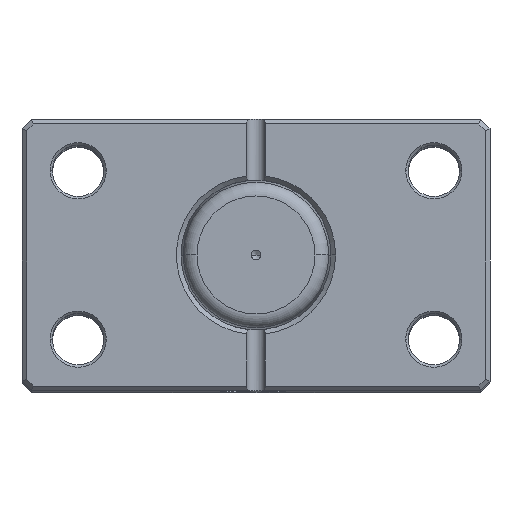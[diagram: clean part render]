
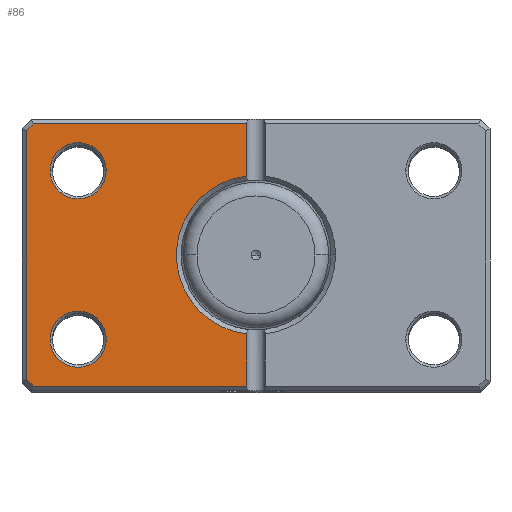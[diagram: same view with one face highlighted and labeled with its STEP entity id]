
A CAD part, top view. The second image highlights one B-rep face of the part: STEP entity #86.
In plain terms, the highlighted face is planar.
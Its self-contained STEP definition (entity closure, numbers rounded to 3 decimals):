
#86 = ADVANCED_FACE ( 'NONE', ( #2509, #3711, #5027 ), #946, .F. ) ;
#165 = VERTEX_POINT ( 'NONE', #4892 ) ;
#186 = CARTESIAN_POINT ( 'NONE',  ( 44., 18., 0. ) ) ;
#202 = LINE ( 'NONE', #3319, #2812 ) ;
#291 = VECTOR ( 'NONE', #6091, 1000. ) ;
#292 = AXIS2_PLACEMENT_3D ( 'NONE', #2141, #5679, #2662 ) ;
#387 = DIRECTION ( 'NONE',  ( 1., 0., 0. ) ) ;
#411 = CARTESIAN_POINT ( 'NONE',  ( 49., 26.586, 0. ) ) ;
#634 = LINE ( 'NONE', #2476, #3512 ) ;
#704 = VERTEX_POINT ( 'NONE', #4168 ) ;
#897 = LINE ( 'NONE', #3954, #3433 ) ;
#946 = PLANE ( 'NONE',  #3075 ) ;
#951 = ORIENTED_EDGE ( 'NONE', *, *, #5700, .T. ) ;
#1027 = ORIENTED_EDGE ( 'NONE', *, *, #3746, .T. ) ;
#1127 = CARTESIAN_POINT ( 'NONE',  ( 0., 28., 0. ) ) ;
#1131 = AXIS2_PLACEMENT_3D ( 'NONE', #2118, #5656, #2632 ) ;
#1182 = EDGE_LOOP ( 'NONE', ( #4261, #5719, #5300, #5905, #6414, #1645, #6143, #1027 ) ) ;
#1293 = EDGE_LOOP ( 'NONE', ( #951, #3887 ) ) ;
#1641 = DIRECTION ( 'NONE',  ( 1., 0., 0. ) ) ;
#1645 = ORIENTED_EDGE ( 'NONE', *, *, #3393, .T. ) ;
#1734 = AXIS2_PLACEMENT_3D ( 'NONE', #2102, #5644, #2621 ) ;
#1755 = AXIS2_PLACEMENT_3D ( 'NONE', #2081, #5623, #2594 ) ;
#1765 = DIRECTION ( 'NONE',  ( -1., 0., 0. ) ) ;
#1842 = LINE ( 'NONE', #3000, #4544 ) ;
#1872 = AXIS2_PLACEMENT_3D ( 'NONE', #3419, #3444, #3468 ) ;
#1894 = CARTESIAN_POINT ( 'NONE',  ( 37.793, 37.793, 0. ) ) ;
#1899 = VERTEX_POINT ( 'NONE', #3932 ) ;
#1995 = VERTEX_POINT ( 'NONE', #4393 ) ;
#2081 = CARTESIAN_POINT ( 'NONE',  ( 38., 18., 0. ) ) ;
#2102 = CARTESIAN_POINT ( 'NONE',  ( 38., -18., 0. ) ) ;
#2118 = CARTESIAN_POINT ( 'NONE',  ( 38., -18., 0. ) ) ;
#2141 = CARTESIAN_POINT ( 'NONE',  ( 38., 18., 0. ) ) ;
#2210 = VERTEX_POINT ( 'NONE', #3758 ) ;
#2436 = DIRECTION ( 'NONE',  ( 0.707, -0.707, 0. ) ) ;
#2476 = CARTESIAN_POINT ( 'NONE',  ( 2., 29., 0. ) ) ;
#2509 = FACE_BOUND ( 'NONE', #4178, .T. ) ;
#2575 = ORIENTED_EDGE ( 'NONE', *, *, #4662, .T. ) ;
#2594 = DIRECTION ( 'NONE',  ( 1., 0., 0. ) ) ;
#2621 = DIRECTION ( 'NONE',  ( 1., 0., 0. ) ) ;
#2632 = DIRECTION ( 'NONE',  ( 1., 0., 0. ) ) ;
#2662 = DIRECTION ( 'NONE',  ( 1., 0., 0. ) ) ;
#2672 = DIRECTION ( 'NONE',  ( 0., 0., 1. ) ) ;
#2761 = VERTEX_POINT ( 'NONE', #3381 ) ;
#2794 = CIRCLE ( 'NONE', #1131, 6. ) ;
#2812 = VECTOR ( 'NONE', #1765, 1000. ) ;
#3000 = CARTESIAN_POINT ( 'NONE',  ( 37.793, -37.793, 0. ) ) ;
#3040 = LINE ( 'NONE', #5485, #291 ) ;
#3075 = AXIS2_PLACEMENT_3D ( 'NONE', #6105, #2672, #387 ) ;
#3319 = CARTESIAN_POINT ( 'NONE',  ( 0., -28., 0. ) ) ;
#3322 = EDGE_CURVE ( 'NONE', #1995, #4649, #3040, .T. ) ;
#3324 = VERTEX_POINT ( 'NONE', #6542 ) ;
#3381 = CARTESIAN_POINT ( 'NONE',  ( 49., -26.586, 0. ) ) ;
#3384 = EDGE_CURVE ( 'NONE', #3324, #5280, #3776, .T. ) ;
#3387 = EDGE_CURVE ( 'NONE', #6331, #1995, #4923, .T. ) ;
#3393 = EDGE_CURVE ( 'NONE', #5280, #2761, #897, .T. ) ;
#3419 = CARTESIAN_POINT ( 'NONE',  ( 0., 0., 0. ) ) ;
#3433 = VECTOR ( 'NONE', #4003, 1000. ) ;
#3444 = DIRECTION ( 'NONE',  ( 0., 0., 1. ) ) ;
#3462 = DIRECTION ( 'NONE',  ( 0., 1., 0. ) ) ;
#3468 = DIRECTION ( 'NONE',  ( 1., 0., 0. ) ) ;
#3511 = DIRECTION ( 'NONE',  ( -0.707, -0.707, 0. ) ) ;
#3512 = VECTOR ( 'NONE', #3462, 1000. ) ;
#3517 = CIRCLE ( 'NONE', #1755, 6. ) ;
#3542 = EDGE_CURVE ( 'NONE', #5796, #1899, #3517, .T. ) ;
#3553 = EDGE_CURVE ( 'NONE', #5465, #704, #4241, .T. ) ;
#3606 = EDGE_CURVE ( 'NONE', #4649, #3324, #6530, .T. ) ;
#3610 = VECTOR ( 'NONE', #2436, 1000. ) ;
#3711 = FACE_BOUND ( 'NONE', #1293, .T. ) ;
#3746 = EDGE_CURVE ( 'NONE', #165, #2210, #202, .T. ) ;
#3758 = CARTESIAN_POINT ( 'NONE',  ( 2., -28., 0. ) ) ;
#3776 = LINE ( 'NONE', #1894, #3610 ) ;
#3851 = CIRCLE ( 'NONE', #292, 6. ) ;
#3865 = EDGE_CURVE ( 'NONE', #2210, #6331, #634, .T. ) ;
#3876 = EDGE_CURVE ( 'NONE', #2761, #165, #1842, .T. ) ;
#3887 = ORIENTED_EDGE ( 'NONE', *, *, #3542, .T. ) ;
#3932 = CARTESIAN_POINT ( 'NONE',  ( 32., 18., 0. ) ) ;
#3954 = CARTESIAN_POINT ( 'NONE',  ( 49., 0., 0. ) ) ;
#4003 = DIRECTION ( 'NONE',  ( 0., -1., 0. ) ) ;
#4087 = VECTOR ( 'NONE', #1641, 1000. ) ;
#4124 = CARTESIAN_POINT ( 'NONE',  ( 2., 28., 0. ) ) ;
#4168 = CARTESIAN_POINT ( 'NONE',  ( 32., -18., 0. ) ) ;
#4178 = EDGE_LOOP ( 'NONE', ( #2575, #5744 ) ) ;
#4241 = CIRCLE ( 'NONE', #1734, 6. ) ;
#4261 = ORIENTED_EDGE ( 'NONE', *, *, #3865, .T. ) ;
#4352 = CARTESIAN_POINT ( 'NONE',  ( 44., -18., 0. ) ) ;
#4393 = CARTESIAN_POINT ( 'NONE',  ( 2., 16.882, 0. ) ) ;
#4544 = VECTOR ( 'NONE', #3511, 1000. ) ;
#4649 = VERTEX_POINT ( 'NONE', #4124 ) ;
#4662 = EDGE_CURVE ( 'NONE', #704, #5465, #2794, .T. ) ;
#4892 = CARTESIAN_POINT ( 'NONE',  ( 47.586, -28., 0. ) ) ;
#4923 = CIRCLE ( 'NONE', #1872, 17. ) ;
#5027 = FACE_OUTER_BOUND ( 'NONE', #1182, .T. ) ;
#5280 = VERTEX_POINT ( 'NONE', #411 ) ;
#5300 = ORIENTED_EDGE ( 'NONE', *, *, #3322, .T. ) ;
#5465 = VERTEX_POINT ( 'NONE', #4352 ) ;
#5485 = CARTESIAN_POINT ( 'NONE',  ( 2., 29., 0. ) ) ;
#5623 = DIRECTION ( 'NONE',  ( 0., 0., 1. ) ) ;
#5644 = DIRECTION ( 'NONE',  ( 0., 0., 1. ) ) ;
#5656 = DIRECTION ( 'NONE',  ( 0., 0., 1. ) ) ;
#5679 = DIRECTION ( 'NONE',  ( 0., 0., 1. ) ) ;
#5700 = EDGE_CURVE ( 'NONE', #1899, #5796, #3851, .T. ) ;
#5719 = ORIENTED_EDGE ( 'NONE', *, *, #3387, .T. ) ;
#5744 = ORIENTED_EDGE ( 'NONE', *, *, #3553, .T. ) ;
#5796 = VERTEX_POINT ( 'NONE', #186 ) ;
#5905 = ORIENTED_EDGE ( 'NONE', *, *, #3606, .T. ) ;
#6026 = CARTESIAN_POINT ( 'NONE',  ( 2., -16.882, 0. ) ) ;
#6091 = DIRECTION ( 'NONE',  ( 0., 1., 0. ) ) ;
#6105 = CARTESIAN_POINT ( 'NONE',  ( 0., 0., 0. ) ) ;
#6143 = ORIENTED_EDGE ( 'NONE', *, *, #3876, .T. ) ;
#6331 = VERTEX_POINT ( 'NONE', #6026 ) ;
#6414 = ORIENTED_EDGE ( 'NONE', *, *, #3384, .T. ) ;
#6530 = LINE ( 'NONE', #1127, #4087 ) ;
#6542 = CARTESIAN_POINT ( 'NONE',  ( 47.586, 28., 0. ) ) ;
